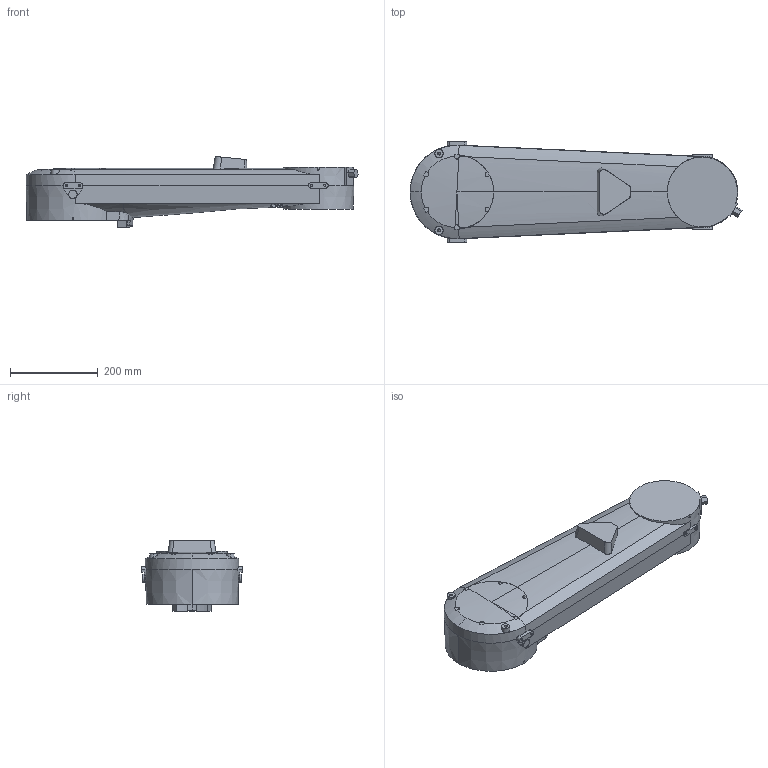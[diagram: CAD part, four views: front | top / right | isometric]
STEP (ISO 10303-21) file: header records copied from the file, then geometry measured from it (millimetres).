
FILE_DESCRIPTION (( 'STEP AP214' ), '1' );
FILE_NAME ('IRB930_22kg-1050-300-BTM_Omnicore_rev00_LINK1.STEP', '2023-03-20T01:41:46', ( '' ), ( '' ), 'SwSTEP 2.0', 'SolidWorks 2020', '' );
FILE_SCHEMA (( 'AUTOMOTIVE_DESIGN' ));
Length unit declared in the file: millimetre
Products named in the file (1): IRB930_22kg-1050-300-BTM_Omnicore_rev00_LINK1
Bounding box: 757.67 x 230 x 162 mm (x, y, z)
Volume: 13248994.4 mm3; surface area: 438061.5 mm2
Topology: 1 solids, 1 shells, 225 faces, 602 edges, 386 vertices
Faces by surface type: plane 96, cylinder 80, cone 35, bspline 10, sphere 2, torus 2
Entity records: 9130 total; most frequent: CARTESIAN_POINT 3752, ORIENTED_EDGE 1180, DIRECTION 1042, EDGE_CURVE 590, AXIS2_PLACEMENT_3D 390, VERTEX_POINT 386, LINE 262, VECTOR 262
